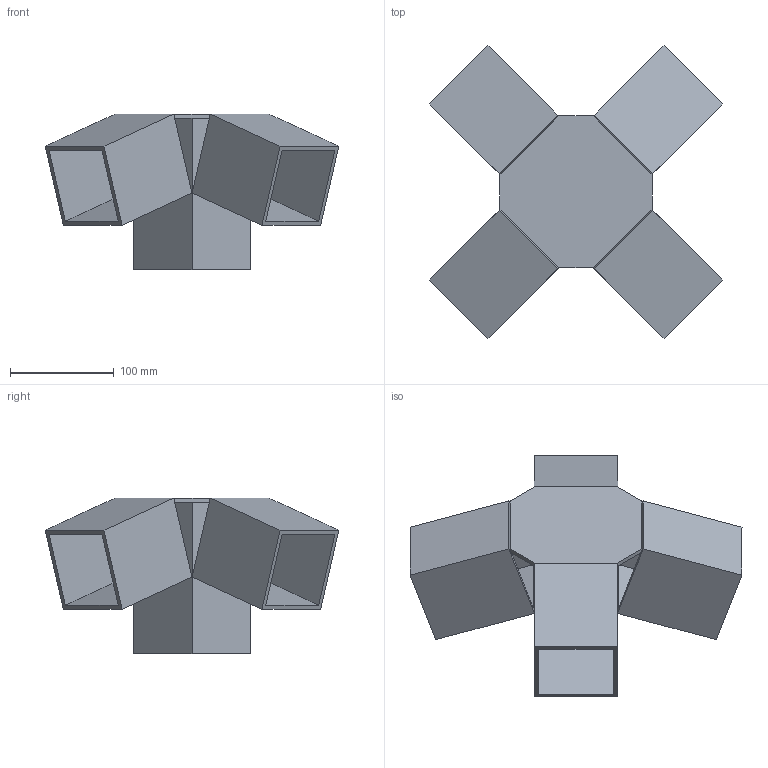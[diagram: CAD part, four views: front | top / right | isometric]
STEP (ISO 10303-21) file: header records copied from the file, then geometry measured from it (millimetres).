
FILE_DESCRIPTION(('CATIA V5 STEP Exchange'),'2;1');
FILE_NAME('LIAISON 5 POUTRES.stp','2022-03-31T21:54:31+00:00',('none'),('none'),'CATIA Version 5 Release 20 GA (IN-10)','CATIA V5 STEP AP203','none');
FILE_SCHEMA(('CONFIG_CONTROL_DESIGN'));
Length unit declared in the file: millimetre
Products named in the file (1): LIAISON 5 POUTRES
Bounding box: 282.6 x 282.6 x 150 mm (x, y, z)
Volume: 845609.6 mm3; surface area: 439208.2 mm2
Topology: 7 solids, 7 shells, 70 faces, 168 edges, 112 vertices
Faces by surface type: plane 70
Entity records: 1857 total; most frequent: ORIENTED_EDGE 336, CARTESIAN_POINT 312, DIRECTION 261, EDGE_CURVE 149, VECTOR 141, LINE 141, VERTEX_POINT 94, EDGE_LOOP 82
